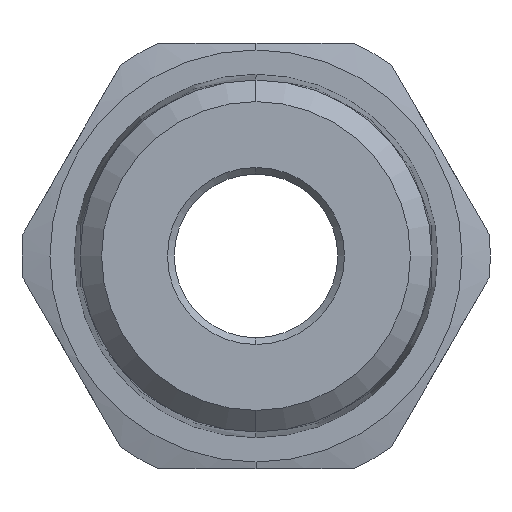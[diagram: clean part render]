
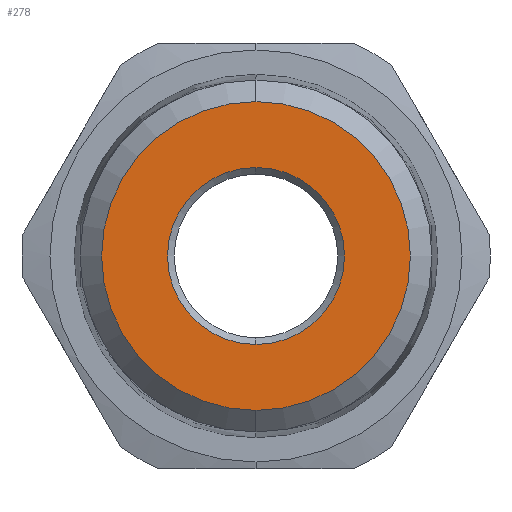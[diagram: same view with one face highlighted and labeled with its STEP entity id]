
A CAD part, left-side view. The second image highlights one B-rep face of the part: STEP entity #278.
In plain terms, the highlighted planar face has unit normal (-1, 0, 0).
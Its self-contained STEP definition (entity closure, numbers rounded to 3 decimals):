
#20 = ORIENTED_EDGE ( 'NONE', *, *, #961, .T. ) ;
#58 = VERTEX_POINT ( 'NONE', #869 ) ;
#76 = AXIS2_PLACEMENT_3D ( 'NONE', #1545, #127, #1521 ) ;
#79 = EDGE_CURVE ( 'NONE', #1313, #58, #193, .T. ) ;
#116 = FACE_OUTER_BOUND ( 'NONE', #260, .T. ) ;
#127 = DIRECTION ( 'NONE',  ( -1., 0., 0. ) ) ;
#193 = CIRCLE ( 'NONE', #928, 11.426 ) ;
#234 = FACE_BOUND ( 'NONE', #1548, .T. ) ;
#260 = EDGE_LOOP ( 'NONE', ( #609, #1493 ) ) ;
#278 = ADVANCED_FACE ( 'NONE', ( #116, #234 ), #1034, .F. ) ;
#460 = CIRCLE ( 'NONE', #985, 6.55 ) ;
#529 = DIRECTION ( 'NONE',  ( -1., 0., 0. ) ) ;
#556 = DIRECTION ( 'NONE',  ( 1., 0., 0. ) ) ;
#609 = ORIENTED_EDGE ( 'NONE', *, *, #79, .T. ) ;
#617 = DIRECTION ( 'NONE',  ( 1., 0., 0. ) ) ;
#677 = CARTESIAN_POINT ( 'NONE',  ( 0., 0., 0. ) ) ;
#805 = CARTESIAN_POINT ( 'NONE',  ( 0., 0., -6.55 ) ) ;
#807 = EDGE_CURVE ( 'NONE', #1060, #1850, #1715, .T. ) ;
#813 = CARTESIAN_POINT ( 'NONE',  ( 0., 0., 0. ) ) ;
#851 = DIRECTION ( 'NONE',  ( 0., 0., -1. ) ) ;
#869 = CARTESIAN_POINT ( 'NONE',  ( 0., 0., 11.426 ) ) ;
#928 = AXIS2_PLACEMENT_3D ( 'NONE', #813, #529, #851 ) ;
#961 = EDGE_CURVE ( 'NONE', #1850, #1060, #460, .T. ) ;
#985 = AXIS2_PLACEMENT_3D ( 'NONE', #677, #1569, #1577 ) ;
#1034 = PLANE ( 'NONE',  #1115 ) ;
#1060 = VERTEX_POINT ( 'NONE', #805 ) ;
#1115 = AXIS2_PLACEMENT_3D ( 'NONE', #1799, #556, #1643 ) ;
#1216 = CARTESIAN_POINT ( 'NONE',  ( 0., 0., -11.426 ) ) ;
#1246 = CARTESIAN_POINT ( 'NONE',  ( 0., 0., 0. ) ) ;
#1249 = EDGE_CURVE ( 'NONE', #58, #1313, #1745, .T. ) ;
#1313 = VERTEX_POINT ( 'NONE', #1216 ) ;
#1493 = ORIENTED_EDGE ( 'NONE', *, *, #1249, .T. ) ;
#1521 = DIRECTION ( 'NONE',  ( 0., 0., -1. ) ) ;
#1545 = CARTESIAN_POINT ( 'NONE',  ( 0., 0., 0. ) ) ;
#1548 = EDGE_LOOP ( 'NONE', ( #20, #1751 ) ) ;
#1569 = DIRECTION ( 'NONE',  ( 1., 0., 0. ) ) ;
#1574 = CARTESIAN_POINT ( 'NONE',  ( 0., 0., 6.55 ) ) ;
#1577 = DIRECTION ( 'NONE',  ( 0., 0., -1. ) ) ;
#1643 = DIRECTION ( 'NONE',  ( 0., 0., -1. ) ) ;
#1659 = AXIS2_PLACEMENT_3D ( 'NONE', #1246, #617, #1809 ) ;
#1715 = CIRCLE ( 'NONE', #1659, 6.55 ) ;
#1745 = CIRCLE ( 'NONE', #76, 11.426 ) ;
#1751 = ORIENTED_EDGE ( 'NONE', *, *, #807, .T. ) ;
#1799 = CARTESIAN_POINT ( 'NONE',  ( 0., 0., 0. ) ) ;
#1809 = DIRECTION ( 'NONE',  ( 0., 0., -1. ) ) ;
#1850 = VERTEX_POINT ( 'NONE', #1574 ) ;
